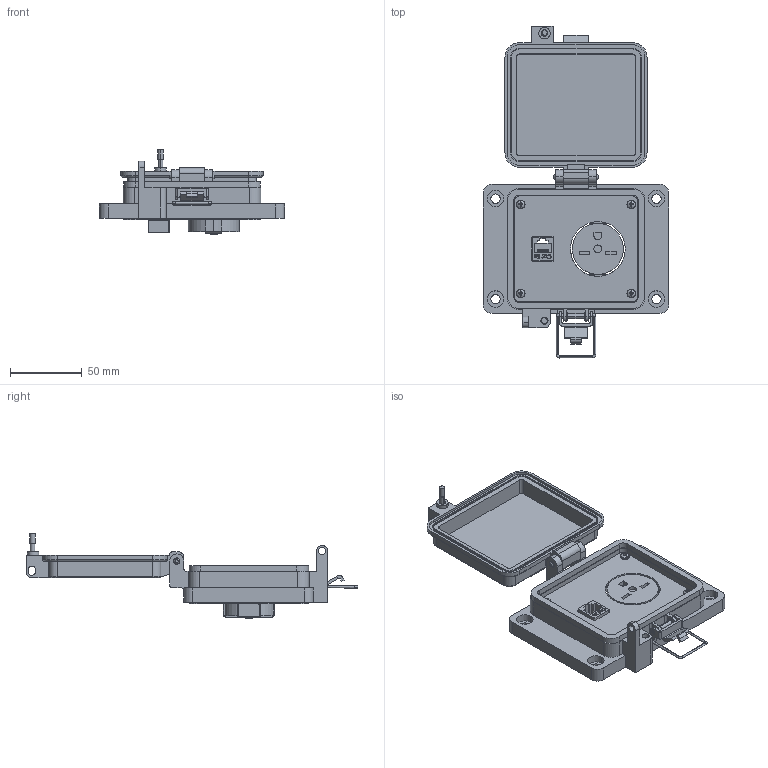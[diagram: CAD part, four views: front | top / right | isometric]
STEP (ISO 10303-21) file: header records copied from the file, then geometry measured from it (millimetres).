
FILE_DESCRIPTION (( 'STEP AP203' ), '1' );
FILE_NAME ('P-R2-K3RY0_3D.STEP', '2020-08-25T20:39:48', ( '' ), ( '' ), 'SwSTEP 2.0', 'SolidWorks 2019', '' );
FILE_SCHEMA (( 'CONFIG_CONTROL_DESIGN' ));
Length unit declared in the file: millimetre
Products named in the file (15): P-R2-K3RY0_BP180_1; RYB; P-R2-K3RY0_TP060_1; RY; Z-H-K3_B; P-R2-K3RY0_3D; P-R2-K3RY0_FP060_1; Z-000-4243316TFP; Z-300-RJ45CAT5; R2; 92005A124_METRIC PAN HEAD PHILLIPS MACHINE SCREW_92005A124; Z-002-4401_4HN_90675A005; 4-40 half inch flathead _90273A110; -K3
Assembly tree (21 placements, depth 3):
  P-R2-K3RY0_3D
    P-R2-K3RY0_BP180_1
    P-R2-K3RY0_TP060_1
    Z-000-4243316TFP  x3
    RY
      RYB
      RY
    4-40 half inch flathead _90273A110  x2
    Z-002-4401_4HN_90675A005  x2
    P-R2-K3RY0_FP060_1
    R2
      Z-300-RJ45CAT5
    -K3
      Z-H-K3_B
    92005A124_METRIC PAN HEAD PHILLIPS MACHINE SCREW_92005A124  x4
Bounding box: 129 x 231.18 x 59.02 mm (x, y, z)
Volume: 187807.3 mm3; surface area: 111048 mm2
Topology: 27 solids, 27 shells, 2311 faces, 6463 edges, 4266 vertices
Faces by surface type: cylinder 1103, plane 737, bspline 278, cone 153, torus 32, sphere 8
Entity records: 58912 total; most frequent: CARTESIAN_POINT 22211, ORIENTED_EDGE 8030, DIRECTION 6296, EDGE_CURVE 4015, VERTEX_POINT 2647, LINE 2162, VECTOR 2162, AXIS2_PLACEMENT_3D 2067
